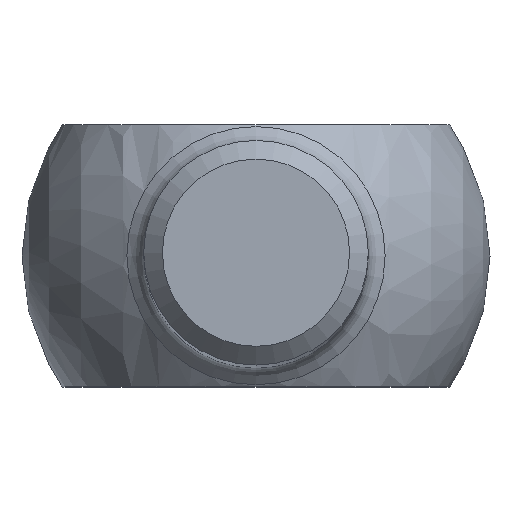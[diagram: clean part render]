
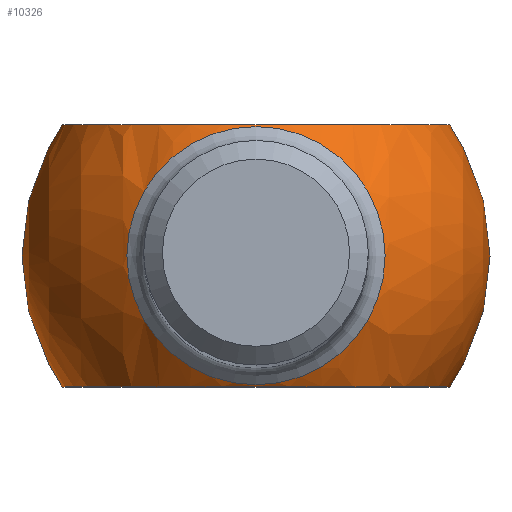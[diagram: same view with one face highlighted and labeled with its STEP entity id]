
A CAD part, top view. The second image highlights one B-rep face of the part: STEP entity #10326.
In plain terms, the highlighted spherical face has radius 12.5 mm.
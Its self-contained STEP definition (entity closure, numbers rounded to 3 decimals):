
#16 = CARTESIAN_POINT ( 'NONE',  ( 0., 0., -100. ) ) ;
#56 = DIRECTION ( 'NONE',  ( 0., 0., -1. ) ) ;
#143 = DIRECTION ( 'NONE',  ( 0., 0., -1. ) ) ;
#230 = AXIS2_PLACEMENT_3D ( 'NONE', #16, #3137, #56 ) ;
#291 = CARTESIAN_POINT ( 'NONE',  ( 0., 7., -110.356 ) ) ;
#853 = EDGE_LOOP ( 'NONE', ( #7613 ) ) ;
#1168 = CARTESIAN_POINT ( 'NONE',  ( 0., -7., -100. ) ) ;
#1447 = ORIENTED_EDGE ( 'NONE', *, *, #7485, .T. ) ;
#2703 = EDGE_LOOP ( 'NONE', ( #10724 ) ) ;
#2784 = EDGE_LOOP ( 'NONE', ( #1447 ) ) ;
#3091 = CARTESIAN_POINT ( 'NONE',  ( 0., 7., -100. ) ) ;
#3104 = CARTESIAN_POINT ( 'NONE',  ( -6.897, 0., -89.575 ) ) ;
#3137 = DIRECTION ( 'NONE',  ( 1., 0., 0. ) ) ;
#4239 = VERTEX_POINT ( 'NONE', #6147 ) ;
#5220 = EDGE_CURVE ( 'NONE', #9214, #9214, #7611, .T. ) ;
#5334 = DIRECTION ( 'NONE',  ( -1., 0., 0. ) ) ;
#6067 = DIRECTION ( 'NONE',  ( 0., -1., 0. ) ) ;
#6140 = FACE_BOUND ( 'NONE', #2784, .T. ) ;
#6147 = CARTESIAN_POINT ( 'NONE',  ( 0., -7., -110.356 ) ) ;
#6616 = AXIS2_PLACEMENT_3D ( 'NONE', #12255, #11302, #5334 ) ;
#6878 = AXIS2_PLACEMENT_3D ( 'NONE', #3091, #10029, #143 ) ;
#7108 = DIRECTION ( 'NONE',  ( 0., 0., -1. ) ) ;
#7401 = FACE_OUTER_BOUND ( 'NONE', #853, .T. ) ;
#7485 = EDGE_CURVE ( 'NONE', #7956, #7956, #8970, .T. ) ;
#7611 = CIRCLE ( 'NONE', #6878, 10.356 ) ;
#7613 = ORIENTED_EDGE ( 'NONE', *, *, #5220, .T. ) ;
#7956 = VERTEX_POINT ( 'NONE', #3104 ) ;
#8325 = FACE_OUTER_BOUND ( 'NONE', #2703, .T. ) ;
#8970 = CIRCLE ( 'NONE', #6616, 6.897 ) ;
#9214 = VERTEX_POINT ( 'NONE', #291 ) ;
#10029 = DIRECTION ( 'NONE',  ( 0., -1., 0. ) ) ;
#10204 = AXIS2_PLACEMENT_3D ( 'NONE', #1168, #6067, #7108 ) ;
#10326 = ADVANCED_FACE ( 'NONE', ( #6140, #7401, #8325 ), #12387, .T. ) ;
#10713 = EDGE_CURVE ( 'NONE', #4239, #4239, #11597, .T. ) ;
#10724 = ORIENTED_EDGE ( 'NONE', *, *, #10713, .F. ) ;
#11302 = DIRECTION ( 'NONE',  ( 0., 0., -1. ) ) ;
#11597 = CIRCLE ( 'NONE', #10204, 10.356 ) ;
#12255 = CARTESIAN_POINT ( 'NONE',  ( 0., 0., -89.575 ) ) ;
#12387 = SPHERICAL_SURFACE ( 'NONE', #230, 12.5 ) ;
